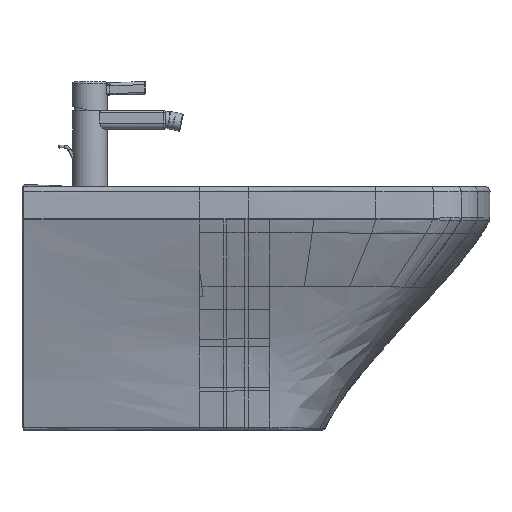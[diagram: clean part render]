
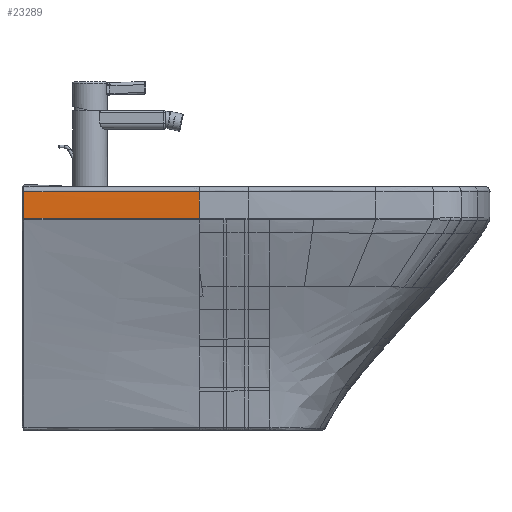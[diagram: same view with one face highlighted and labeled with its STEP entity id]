
A CAD part, front view. The second image highlights one B-rep face of the part: STEP entity #23289.
In plain terms, the highlighted free-form (B-spline) face has degree [5, 4] with [6, 5] control points.
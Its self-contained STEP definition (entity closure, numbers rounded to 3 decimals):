
#19142=CARTESIAN_POINT('',(2.6,-180.05,-42.026));
#19143=VERTEX_POINT('',#19142);
#19166=CARTESIAN_POINT('',(2.599,-180.056,-6.788));
#19167=VERTEX_POINT('',#19166);
#19168=CARTESIAN_POINT('',(2.6,-180.05,-42.026));
#19169=CARTESIAN_POINT('',(2.6,-180.05,-36.549));
#19170=CARTESIAN_POINT('',(2.599,-180.051,-29.661));
#19171=CARTESIAN_POINT('',(2.599,-180.052,-19.204));
#19172=CARTESIAN_POINT('',(2.599,-180.053,-12.528));
#19173=CARTESIAN_POINT('',(2.599,-180.056,-6.788));
#19174=B_SPLINE_CURVE_WITH_KNOTS('',3,(#19168,#19169,#19170,#19171,#19172,#19173),.UNSPECIFIED.,.F.,.U.,(4,2,4),(-3.461,-1.722,0.),.UNSPECIFIED.);
#19175=EDGE_CURVE('',#19143,#19167,#19174,.T.);
#23202=CARTESIAN_POINT('',(235.,-184.439,-6.793));
#23203=CARTESIAN_POINT('',(188.517,-183.763,-6.787));
#23204=CARTESIAN_POINT('',(142.035,-182.985,-6.786));
#23205=CARTESIAN_POINT('',(95.555,-182.101,-6.787));
#23206=CARTESIAN_POINT('',(49.078,-181.059,-6.788));
#23207=CARTESIAN_POINT('',(2.599,-180.056,-6.788));
#23208=CARTESIAN_POINT('',(235.,-184.439,-15.608));
#23209=CARTESIAN_POINT('',(188.517,-183.763,-15.596));
#23210=CARTESIAN_POINT('',(142.035,-182.978,-15.592));
#23211=CARTESIAN_POINT('',(95.555,-182.075,-15.595));
#23212=CARTESIAN_POINT('',(49.079,-180.983,-15.598));
#23213=CARTESIAN_POINT('',(2.599,-180.052,-15.598));
#23214=CARTESIAN_POINT('',(235.,-184.439,-24.423));
#23215=CARTESIAN_POINT('',(188.517,-183.763,-24.404));
#23216=CARTESIAN_POINT('',(142.035,-182.957,-24.397));
#23217=CARTESIAN_POINT('',(95.556,-182.006,-24.404));
#23218=CARTESIAN_POINT('',(49.079,-180.973,-24.407));
#23219=CARTESIAN_POINT('',(2.599,-180.051,-24.407));
#23220=CARTESIAN_POINT('',(235.,-184.439,-33.239));
#23221=CARTESIAN_POINT('',(188.517,-183.763,-33.212));
#23222=CARTESIAN_POINT('',(142.036,-182.919,-33.203));
#23223=CARTESIAN_POINT('',(95.558,-181.906,-33.213));
#23224=CARTESIAN_POINT('',(49.079,-180.948,-33.217));
#23225=CARTESIAN_POINT('',(2.599,-180.05,-33.217));
#23226=CARTESIAN_POINT('',(235.,-184.439,-42.054));
#23227=CARTESIAN_POINT('',(188.517,-183.763,-42.02));
#23228=CARTESIAN_POINT('',(142.036,-182.919,-42.009));
#23229=CARTESIAN_POINT('',(95.558,-181.906,-42.02));
#23230=CARTESIAN_POINT('',(49.079,-180.948,-42.026));
#23231=CARTESIAN_POINT('',(2.599,-180.05,-42.026));
#23232=B_SPLINE_SURFACE_WITH_KNOTS('',5,4,((#23202,#23208,#23214,#23220,#23226),(#23203,#23209,#23215,#23221,#23227),(#23204,#23210,#23216,#23222,#23228),(#23205,#23211,#23217,#23223,#23229),(#23206,#23212,#23218,#23224,#23230),(#23207,#23213,#23219,#23225,#23231)),.UNSPECIFIED.,.F.,.F.,.U.,(6,6),(5,5),(0.0,232.443),(6.788,42.026),.UNSPECIFIED.);
#23233=ORIENTED_EDGE('',*,*,#19175,.F.);
#23234=CARTESIAN_POINT('',(235.,-184.439,-42.054));
#23235=VERTEX_POINT('',#23234);
#23236=CARTESIAN_POINT('',(235.,-184.439,-42.054));
#23237=CARTESIAN_POINT('',(188.517,-183.763,-42.02));
#23238=CARTESIAN_POINT('',(142.036,-182.919,-42.009));
#23239=CARTESIAN_POINT('',(95.558,-181.906,-42.02));
#23240=CARTESIAN_POINT('',(49.079,-180.948,-42.026));
#23241=CARTESIAN_POINT('',(2.6,-180.05,-42.026));
#23242=B_SPLINE_CURVE_WITH_KNOTS('',5,(#23236,#23237,#23238,#23239,#23240,#23241),.UNSPECIFIED.,.F.,.U.,(6,6),(0.0,232.443),.UNSPECIFIED.);
#23243=EDGE_CURVE('',#19143,#23235,#23242,.F.);
#23244=ORIENTED_EDGE('',*,*,#23243,.T.);
#23245=CARTESIAN_POINT('',(235.,-184.439,-7.001));
#23246=VERTEX_POINT('',#23245);
#23247=CARTESIAN_POINT('',(235.,-184.439,-7.001));
#23248=DIRECTION('',(0.0,0.,-1.0));
#23249=VECTOR('',#23248,35.053);
#23250=LINE('',#23247,#23249);
#23251=EDGE_CURVE('',#23235,#23246,#23250,.F.);
#23252=ORIENTED_EDGE('',*,*,#23251,.T.);
#23253=CARTESIAN_POINT('',(2.599,-180.056,-6.788));
#23254=CARTESIAN_POINT('',(19.455,-180.42,-6.871));
#23255=CARTESIAN_POINT('',(36.311,-180.789,-6.922));
#23256=CARTESIAN_POINT('',(53.168,-181.148,-6.954));
#23257=CARTESIAN_POINT('',(60.46,-181.303,-6.967));
#23258=CARTESIAN_POINT('',(67.751,-181.457,-6.978));
#23259=CARTESIAN_POINT('',(75.043,-181.608,-6.985));
#23260=CARTESIAN_POINT('',(89.58,-181.909,-7.));
#23261=CARTESIAN_POINT('',(104.256,-182.204,-7.005));
#23262=CARTESIAN_POINT('',(118.793,-182.483,-7.008));
#23263=CARTESIAN_POINT('',(124.216,-182.587,-7.009));
#23264=CARTESIAN_POINT('',(129.639,-182.689,-7.009));
#23265=CARTESIAN_POINT('',(135.062,-182.79,-7.009));
#23266=CARTESIAN_POINT('',(140.484,-182.89,-7.009));
#23267=CARTESIAN_POINT('',(145.907,-182.989,-7.009));
#23268=CARTESIAN_POINT('',(151.33,-183.086,-7.008));
#23269=CARTESIAN_POINT('',(156.788,-183.183,-7.008));
#23270=CARTESIAN_POINT('',(162.141,-183.277,-7.007));
#23271=CARTESIAN_POINT('',(167.598,-183.371,-7.006));
#23272=CARTESIAN_POINT('',(173.021,-183.464,-7.005));
#23273=CARTESIAN_POINT('',(178.444,-183.556,-7.004));
#23274=CARTESIAN_POINT('',(183.867,-183.645,-7.004));
#23275=CARTESIAN_POINT('',(194.712,-183.825,-7.003));
#23276=CARTESIAN_POINT('',(205.558,-183.997,-7.002));
#23277=CARTESIAN_POINT('',(216.404,-184.162,-7.002));
#23278=CARTESIAN_POINT('',(221.976,-184.247,-7.001));
#23279=CARTESIAN_POINT('',(227.488,-184.33,-7.001));
#23280=CARTESIAN_POINT('',(232.964,-184.41,-7.001));
#23281=CARTESIAN_POINT('',(233.643,-184.419,-7.001));
#23282=CARTESIAN_POINT('',(234.321,-184.429,-7.001));
#23283=CARTESIAN_POINT('',(235.,-184.439,-7.001));
#23284=B_SPLINE_CURVE_WITH_KNOTS('',3,(#23253,#23254,#23255,#23256,#23257,#23258,#23259,#23260,#23261,#23262,#23263,#23264,#23265,#23266,#23267,#23268,#23269,#23270,#23271,#23272,#23273,#23274,#23275,#23276,#23277,#23278,#23279,#23280,#23281,#23282,#23283),.UNSPECIFIED.,.F.,.U.,(4,3,3,3,3,3,3,3,3,3,4),(177.537,249.058,279.994,341.669,364.676,387.682,410.836,433.842,479.856,503.496,506.425),.UNSPECIFIED.);
#23285=EDGE_CURVE('',#23246,#19167,#23284,.F.);
#23286=ORIENTED_EDGE('',*,*,#23285,.T.);
#23287=EDGE_LOOP('',(#23233,#23244,#23252,#23286));
#23288=FACE_OUTER_BOUND('',#23287,.T.);
#23289=ADVANCED_FACE('',(#23288),#23232,.T.);
